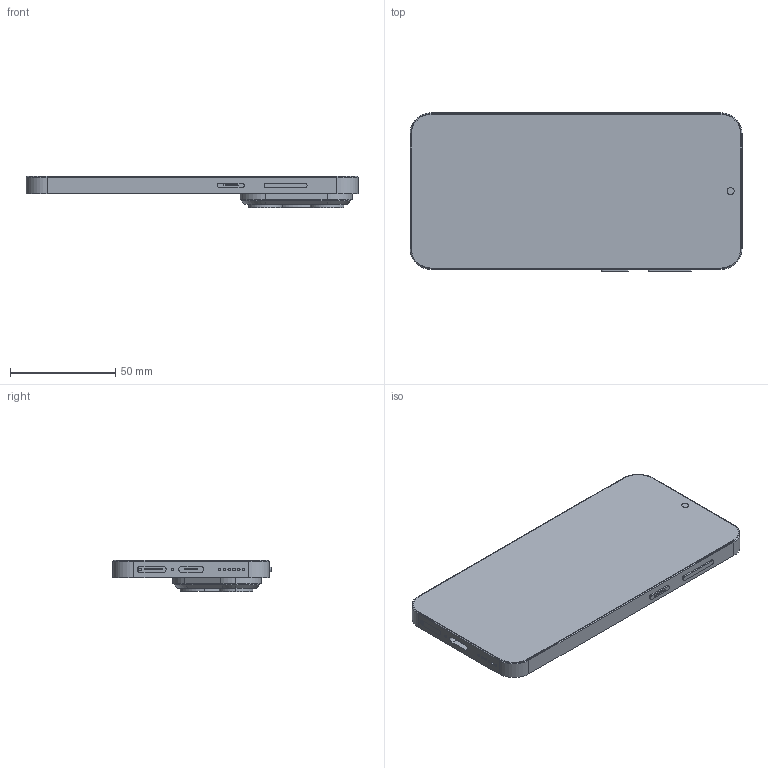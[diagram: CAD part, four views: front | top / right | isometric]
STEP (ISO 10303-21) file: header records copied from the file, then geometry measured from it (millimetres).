
FILE_DESCRIPTION (( 'STEP AP214' ), '1' );
FILE_NAME ('忒儂.STEP', '2024-09-28T05:51:07', ( '' ), ( '' ), 'SwSTEP 2.0', 'SolidWorks 2024', '' );
FILE_SCHEMA (( 'AUTOMOTIVE_DESIGN' ));
Length unit declared in the file: millimetre
Products named in the file (4): 手机卡; 机身; 手机; 相机底座
Assembly tree (3 placements, depth 2):
  手机
    机身
    手机卡
    相机底座
Bounding box: 157.6 x 75.1 x 15.1 mm (x, y, z)
Volume: 105771.2 mm3; surface area: 32523 mm2
Topology: 3 solids, 3 shells, 150 faces, 343 edges, 224 vertices
Faces by surface type: plane 75, cylinder 67, cone 8
Entity records: 4385 total; most frequent: DIRECTION 800, CARTESIAN_POINT 723, ORIENTED_EDGE 686, EDGE_CURVE 343, AXIS2_PLACEMENT_3D 301, VERTEX_POINT 224, VECTOR 198, LINE 198
